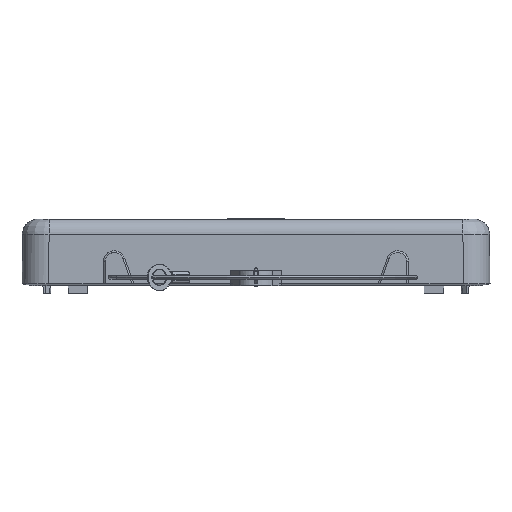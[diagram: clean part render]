
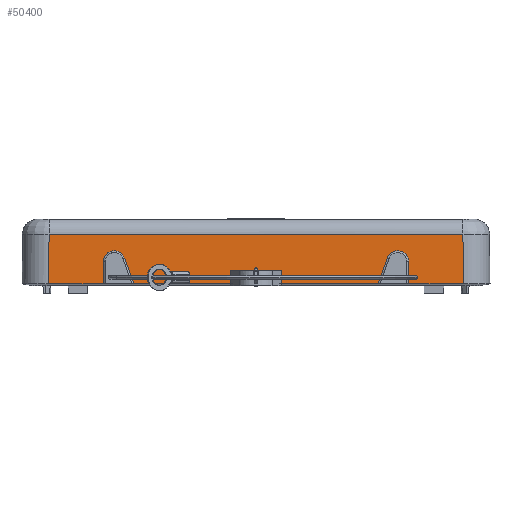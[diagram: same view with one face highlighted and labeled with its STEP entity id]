
A CAD part, front view. The second image highlights one B-rep face of the part: STEP entity #50400.
In plain terms, the highlighted face is planar.
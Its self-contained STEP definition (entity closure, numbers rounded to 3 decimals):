
#29510=CARTESIAN_POINT('',(-37.271,30.888,
22.936));
#29520=VERTEX_POINT('',#29510);
#29920=CARTESIAN_POINT('',(-42.897,29.896,
22.945));
#29930=VERTEX_POINT('',#29920);
#29960=CARTESIAN_POINT('',(-37.271,30.888,
22.936));
#29970=CARTESIAN_POINT('',(-37.28,30.912,
22.936));
#29980=CARTESIAN_POINT('',(-37.289,30.936,
22.936));
#29990=CARTESIAN_POINT('',(-37.433,31.301,
22.933));
#30000=CARTESIAN_POINT('',(-37.632,31.615,
22.93));
#30010=CARTESIAN_POINT('',(-38.049,32.058,
22.926));
#30020=CARTESIAN_POINT('',(-38.234,32.212,
22.925));
#30030=CARTESIAN_POINT('',(-38.638,32.469,
22.923));
#30040=CARTESIAN_POINT('',(-38.855,32.573,
22.922));
#30050=CARTESIAN_POINT('',(-39.31,32.724,
22.92));
#30060=CARTESIAN_POINT('',(-39.546,32.771,
22.92));
#30070=CARTESIAN_POINT('',(-40.023,32.806,
22.92));
#30080=CARTESIAN_POINT('',(-40.263,32.794,
22.92));
#30090=CARTESIAN_POINT('',(-40.499,32.752,
22.92));
#30100=CARTESIAN_POINT('',(-40.827,32.694,
22.921));
#30110=CARTESIAN_POINT('',(-41.143,32.581,
22.922));
#30120=CARTESIAN_POINT('',(-41.85,32.178,
22.925));
#30130=CARTESIAN_POINT('',(-42.202,31.839,
22.928));
#30140=CARTESIAN_POINT('',(-42.711,31.023,
22.935));
#30150=CARTESIAN_POINT('',(-42.861,30.558,
22.939));
#30160=CARTESIAN_POINT('',(-42.893,30.043,
22.944));
#30170=CARTESIAN_POINT('',(-42.895,30.008,
22.944));
#30180=CARTESIAN_POINT('',(-42.896,29.948,
22.945));
#30190=CARTESIAN_POINT('',(-42.897,29.922,
22.945));
#30200=CARTESIAN_POINT('',(-42.897,29.896,
22.945));
#30210=B_SPLINE_CURVE_WITH_KNOTS('',3,(#29960,#29970,#29980,#29990,
#30000,#30010,#30020,#30030,#30040,#30050,#30060,#30070,#30080,#30090,
#30100,#30110,#30120,#30130,#30140,#30150,#30160,#30170,#30180,#30190,
#30200),.UNSPECIFIED.,.F.,.F.,(4,2,2,2,2,2,3,2,2,2,2,4),(0.,
0.071,1.08,1.735,2.39,
3.045,3.7,4.611,5.926,
7.241,7.337,7.408),.UNSPECIFIED.);
#30220=EDGE_CURVE('',#29520,#29930,#30210,.T.);
#33170=CARTESIAN_POINT('',(-57.129,37.135,
22.882));
#33180=VERTEX_POINT('',#33170);
#33210=CARTESIAN_POINT('',(-57.246,23.661,
22.999));
#33220=DIRECTION('',(0.009,1.,
-0.009));
#33230=VECTOR('',#33220,1.);
#33240=LINE('',#33210,#33230);
#33250=CARTESIAN_POINT('',(-57.242,24.111,
22.996));
#33260=VERTEX_POINT('',#33250);
#33270=EDGE_CURVE('',#33260,#33180,#33240,.T.);
#40930=CARTESIAN_POINT('',(51.636,37.135,
22.882));
#40940=VERTEX_POINT('',#40930);
#49070=CARTESIAN_POINT('',(58.753,23.6,23.));
#49080=DIRECTION('',(0.,0.009,
1.));
#49090=DIRECTION('',(-1.,0.,0.));
#49100=AXIS2_PLACEMENT_3D('',#49070,#49080,#49090);
#49110=PLANE('',#49100);
#49120=CARTESIAN_POINT('',(-2.747,24.111,
22.996));
#49130=DIRECTION('',(-1.,0.,0.));
#49140=VECTOR('',#49130,1.);
#49150=LINE('',#49120,#49140);
#49160=CARTESIAN_POINT('',(-42.897,24.111,
22.996));
#49170=VERTEX_POINT('',#49160);
#49180=EDGE_CURVE('',#49170,#33260,#49150,.T.);
#49190=ORIENTED_EDGE('',*,*,#49180,.F.);
#49200=ORIENTED_EDGE('',*,*,#33270,.F.);
#49210=CARTESIAN_POINT('',(-2.747,37.135,
22.882));
#49220=DIRECTION('',(1.,0.,0.));
#49230=VECTOR('',#49220,1.);
#49240=LINE('',#49210,#49230);
#49250=EDGE_CURVE('',#33180,#40940,#49240,.T.);
#49260=ORIENTED_EDGE('',*,*,#49250,.F.);
#49270=CARTESIAN_POINT('',(51.753,23.661,
22.999));
#49280=DIRECTION('',(0.009,-1.,
0.009));
#49290=VECTOR('',#49280,1.);
#49300=LINE('',#49270,#49290);
#49310=CARTESIAN_POINT('',(51.749,24.111,
22.996));
#49320=VERTEX_POINT('',#49310);
#49330=EDGE_CURVE('',#40940,#49320,#49300,.T.);
#49340=ORIENTED_EDGE('',*,*,#49330,.F.);
#49350=CARTESIAN_POINT('',(37.403,24.111,
22.996));
#49360=VERTEX_POINT('',#49350);
#49370=EDGE_CURVE('',#49320,#49360,#49150,.T.);
#49380=ORIENTED_EDGE('',*,*,#49370,.F.);
#49390=CARTESIAN_POINT('',(37.403,23.596,
23.));
#49400=DIRECTION('',(0.,1.,
-0.009));
#49410=VECTOR('',#49400,1.);
#49420=LINE('',#49390,#49410);
#49430=CARTESIAN_POINT('',(37.403,29.896,
22.945));
#49440=VERTEX_POINT('',#49430);
#49450=EDGE_CURVE('',#49360,#49440,#49420,.T.);
#49460=ORIENTED_EDGE('',*,*,#49450,.F.);
#49470=CARTESIAN_POINT('',(37.403,29.896,
22.945));
#49480=CARTESIAN_POINT('',(37.403,29.922,
22.945));
#49490=CARTESIAN_POINT('',(37.403,29.948,
22.945));
#49500=CARTESIAN_POINT('',(37.393,30.341,
22.941));
#49510=CARTESIAN_POINT('',(37.313,30.704,
22.938));
#49520=CARTESIAN_POINT('',(36.977,31.485,
22.931));
#49530=CARTESIAN_POINT('',(36.68,31.872,
22.928));
#49540=CARTESIAN_POINT('',(36.115,32.319,
22.924));
#49550=CARTESIAN_POINT('',(35.909,32.444,
22.923));
#49560=CARTESIAN_POINT('',(35.472,32.64,
22.921));
#49570=CARTESIAN_POINT('',(35.242,32.711,
22.92));
#49580=CARTESIAN_POINT('',(35.006,32.752,
22.92));
#49590=CARTESIAN_POINT('',(34.678,32.81,
22.92));
#49600=CARTESIAN_POINT('',(34.343,32.811,
22.92));
#49610=CARTESIAN_POINT('',(33.779,32.714,
22.92));
#49620=CARTESIAN_POINT('',(33.548,32.645,
22.921));
#49630=CARTESIAN_POINT('',(33.11,32.451,
22.923));
#49640=CARTESIAN_POINT('',(32.904,32.327,
22.924));
#49650=CARTESIAN_POINT('',(32.337,31.883,
22.928));
#49660=CARTESIAN_POINT('',(32.038,31.497,
22.931));
#49670=CARTESIAN_POINT('',(31.832,31.024,
22.935));
#49680=CARTESIAN_POINT('',(31.818,30.992,
22.935));
#49690=CARTESIAN_POINT('',(31.796,30.936,
22.936));
#49700=CARTESIAN_POINT('',(31.787,30.912,
22.936));
#49710=CARTESIAN_POINT('',(31.778,30.888,
22.936));
#49720=B_SPLINE_CURVE_WITH_KNOTS('',3,(#49470,#49480,#49490,#49500,
#49510,#49520,#49530,#49540,#49550,#49560,#49570,#49580,#49590,#49600,
#49610,#49620,#49630,#49640,#49650,#49660,#49670,#49680,#49690,#49700,
#49710),.UNSPECIFIED.,.F.,.F.,(4,2,2,2,2,3,2,2,2,2,2,4),(0.,
0.071,1.081,2.396,3.051,
3.706,4.617,5.272,5.927,
7.242,7.337,7.408),.UNSPECIFIED.);
#49730=CARTESIAN_POINT('',(31.778,30.888,
22.936));
#49740=VERTEX_POINT('',#49730);
#49750=EDGE_CURVE('',#49440,#49740,#49720,.T.);
#49760=ORIENTED_EDGE('',*,*,#49750,.F.);
#49770=CARTESIAN_POINT('',(29.124,23.596,
23.));
#49780=DIRECTION('',(-0.342,-0.94,
0.008));
#49790=VECTOR('',#49780,1.);
#49800=LINE('',#49770,#49790);
#49810=CARTESIAN_POINT('',(29.312,24.111,
22.996));
#49820=VERTEX_POINT('',#49810);
#49830=EDGE_CURVE('',#49740,#49820,#49800,.T.);
#49840=ORIENTED_EDGE('',*,*,#49830,.F.);
#49850=CARTESIAN_POINT('',(-2.747,24.111,
22.996));
#49860=DIRECTION('',(-1.,0.,0.));
#49870=VECTOR('',#49860,1.);
#49880=LINE('',#49850,#49870);
#49890=CARTESIAN_POINT('',(3.893,24.111,
22.996));
#49900=VERTEX_POINT('',#49890);
#49910=EDGE_CURVE('',#49820,#49900,#49880,.T.);
#49920=ORIENTED_EDGE('',*,*,#49910,.F.);
#49930=CARTESIAN_POINT('',(3.893,23.6,23.));
#49940=DIRECTION('',(0.,1.,
-0.009));
#49950=VECTOR('',#49940,1.);
#49960=LINE('',#49930,#49950);
#49970=CARTESIAN_POINT('',(3.893,27.6,22.965));
#49980=VERTEX_POINT('',#49970);
#49990=EDGE_CURVE('',#49900,#49980,#49960,.T.);
#50000=ORIENTED_EDGE('',*,*,#49990,.F.);
#50010=CARTESIAN_POINT('',(-2.747,27.6,22.965))
;
#50020=DIRECTION('',(-1.,0.,0.));
#50030=VECTOR('',#50020,1.);
#50040=LINE('',#50010,#50030);
#50050=CARTESIAN_POINT('',(-9.386,27.6,22.965)
);
#50060=VERTEX_POINT('',#50050);
#50070=EDGE_CURVE('',#49980,#50060,#50040,.T.);
#50080=ORIENTED_EDGE('',*,*,#50070,.F.);
#50090=CARTESIAN_POINT('',(-9.386,23.6,23.));
#50100=DIRECTION('',(0.,-1.,
0.009));
#50110=VECTOR('',#50100,1.);
#50120=LINE('',#50090,#50110);
#50130=CARTESIAN_POINT('',(-9.386,24.111,
22.996));
#50140=VERTEX_POINT('',#50130);
#50150=EDGE_CURVE('',#50060,#50140,#50120,.T.);
#50160=ORIENTED_EDGE('',*,*,#50150,.F.);
#50170=CARTESIAN_POINT('',(-2.747,24.111,
22.996));
#50180=DIRECTION('',(-1.,0.,0.));
#50190=VECTOR('',#50180,1.);
#50200=LINE('',#50170,#50190);
#50210=CARTESIAN_POINT('',(-34.805,24.111,
22.996));
#50220=VERTEX_POINT('',#50210);
#50230=EDGE_CURVE('',#50140,#50220,#50200,.T.);
#50240=ORIENTED_EDGE('',*,*,#50230,.F.);
#50250=CARTESIAN_POINT('',(-34.617,23.596,
23.));
#50260=DIRECTION('',(-0.342,0.94,
-0.008));
#50270=VECTOR('',#50260,1.);
#50280=LINE('',#50250,#50270);
#50290=EDGE_CURVE('',#50220,#29520,#50280,.T.);
#50300=ORIENTED_EDGE('',*,*,#50290,.F.);
#50310=ORIENTED_EDGE('',*,*,#30220,.F.);
#50320=CARTESIAN_POINT('',(-42.897,23.596,
23.));
#50330=DIRECTION('',(0.,-1.,
0.009));
#50340=VECTOR('',#50330,1.);
#50350=LINE('',#50320,#50340);
#50360=EDGE_CURVE('',#29930,#49170,#50350,.T.);
#50370=ORIENTED_EDGE('',*,*,#50360,.F.);
#50380=EDGE_LOOP('',(#50370,#50310,#50300,#50240,#50160,#50080,#50000,
#49920,#49840,#49760,#49460,#49380,#49340,#49260,#49200,#49190));
#50390=FACE_OUTER_BOUND('',#50380,.T.);
#50400=ADVANCED_FACE('',(#50390),#49110,.T.);
